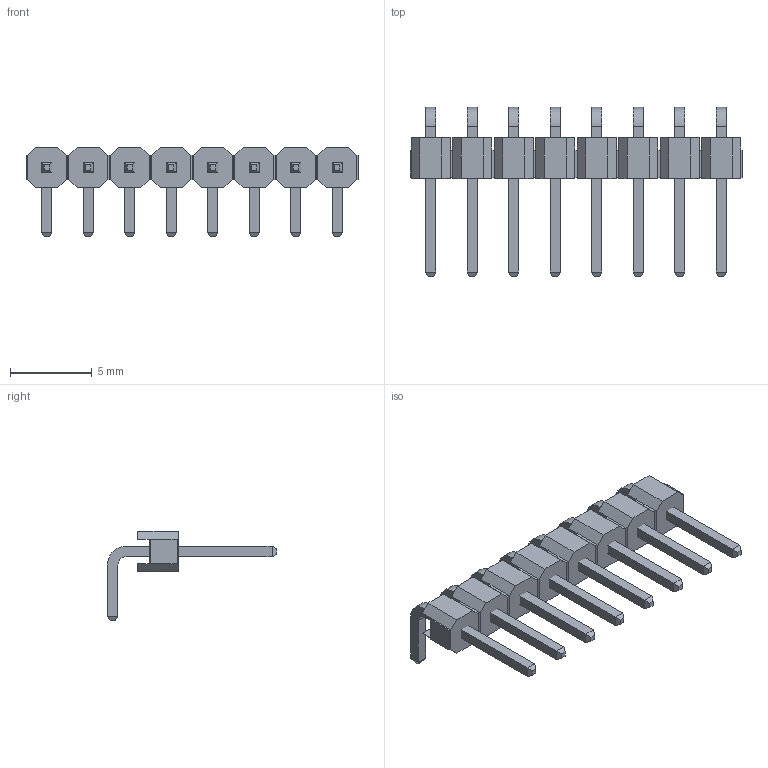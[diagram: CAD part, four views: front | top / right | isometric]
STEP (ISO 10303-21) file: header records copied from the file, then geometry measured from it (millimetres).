
FILE_DESCRIPTION(('STEP AP214'), '1');
FILE_NAME('DS1022-1x5RDF11', '2017-07-15T11:33:47', ('Nobody'), (''), 'ASCON STEP Converter 1.3', 'ASCON Math Kernel', '');
FILE_SCHEMA(('AUTOMOTIVE_DESIGN { 1 0 10303 214 3 1 1}'));
Length unit declared in the file: millimetre
Assembly tree (9 placements, depth 2):
  (unnamed)
    (unnamed)
    (unnamed)  x8
Bounding box: 20.32 x 10.35 x 5.5 mm (x, y, z)
Volume: 137 mm3; surface area: 525.3 mm2
Topology: 9 solids, 9 shells, 292 faces, 662 edges, 388 vertices
Faces by surface type: plane 276, cylinder 16
Entity records: 6113 total; most frequent: CARTESIAN_POINT 778, ORIENTED_EDGE 764, DIRECTION 738, EDGE_CURVE 382, LINE 378, VECTOR 378, VERTEX_POINT 220, AXIS2_PLACEMENT_3D 180
